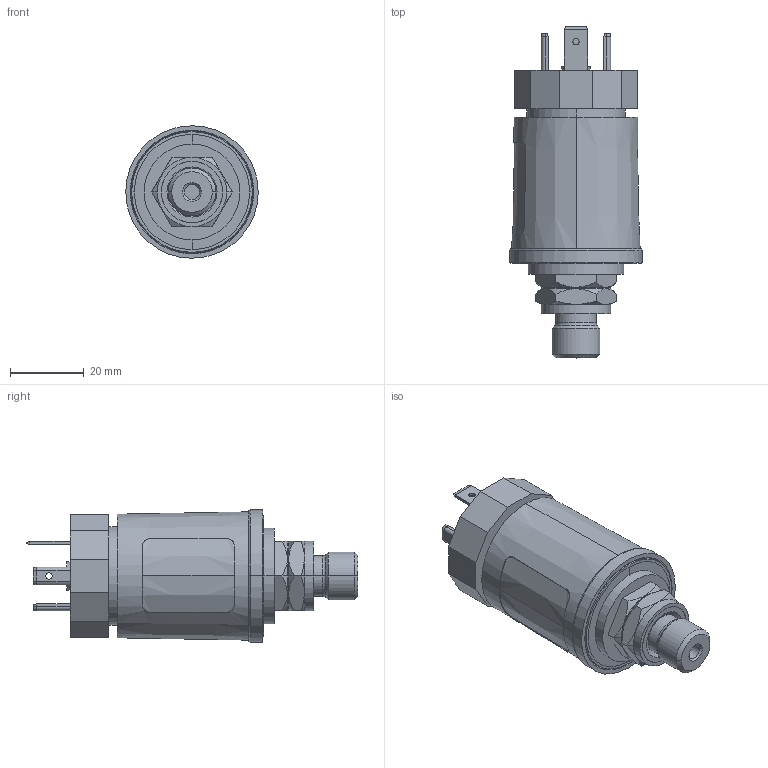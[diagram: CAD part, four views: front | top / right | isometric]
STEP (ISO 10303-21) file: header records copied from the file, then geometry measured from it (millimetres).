
FILE_DESCRIPTION(('STEP AP242'),'1');
FILE_NAME('transmitter_xmlk006b2c21.stp','2021-05-18T11:05:17',('TraceParts'),('TraceParts S.A.'),'Spatial InterOp 3D',' ',' ');
FILE_SCHEMA(('AP242_MANAGED_MODEL_BASED_3D_ENGINEERING_MIM_LF {1 0 10303 442 1 1 4}'));
Length unit declared in the file: millimetre
Products named in the file (1): transmitter_xmlk006b2c21_1
Bounding box: 36 x 90.21 x 36 mm (x, y, z)
Volume: 55329.8 mm3; surface area: 15716.3 mm2
Topology: 9 solids, 11 shells, 387 faces, 961 edges, 611 vertices
Faces by surface type: plane 217, cylinder 96, cone 50, torus 24
Entity records: 11743 total; most frequent: CARTESIAN_POINT 2245, DIRECTION 2049, ORIENTED_EDGE 1918, EDGE_CURVE 959, AXIS2_PLACEMENT_3D 728, VERTEX_POINT 611, LINE 593, VECTOR 593
